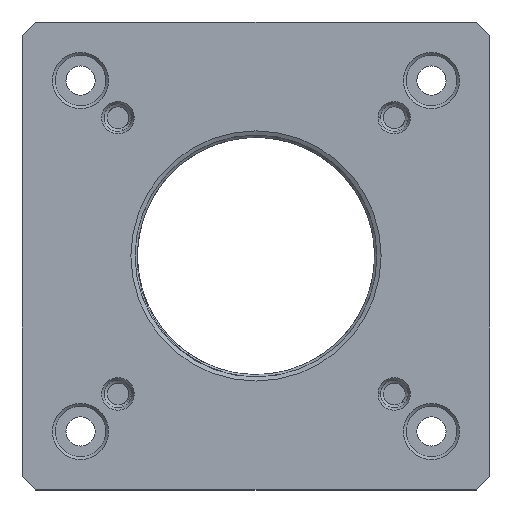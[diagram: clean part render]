
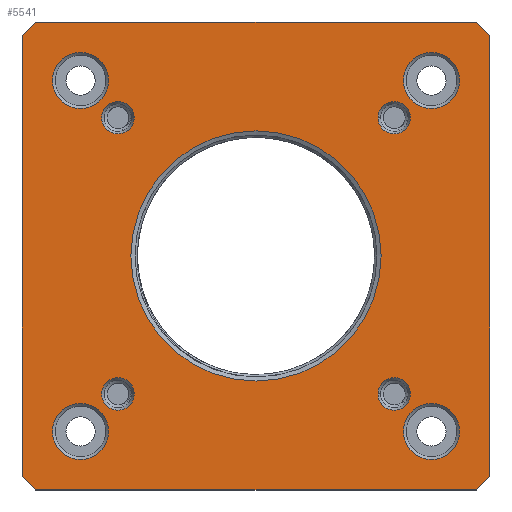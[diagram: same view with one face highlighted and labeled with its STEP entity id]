
A CAD part, top view. The second image highlights one B-rep face of the part: STEP entity #5541.
In plain terms, the highlighted planar face has unit normal (0, 0, 1).
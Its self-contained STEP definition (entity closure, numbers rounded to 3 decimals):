
#1358=CARTESIAN_POINT('',(0.,0.,5.588));
#1359=DIRECTION('',(0.,0.,-1.));
#1360=DIRECTION('',(-1.,0.,0.));
#1361=AXIS2_PLACEMENT_3D('',#1358,#1359,#1360);
#1363=CARTESIAN_POINT('',(0.,0.,5.588));
#1364=DIRECTION('',(0.,0.,-1.));
#1365=DIRECTION('',(1.,0.,0.));
#1366=AXIS2_PLACEMENT_3D('',#1363,#1364,#1365);
#1368=CARTESIAN_POINT('',(-14.989,-14.986,5.588));
#1369=DIRECTION('',(0.,0.,-1.));
#1370=DIRECTION('',(-1.,0.,0.));
#1371=AXIS2_PLACEMENT_3D('',#1368,#1369,#1370);
#1373=CARTESIAN_POINT('',(-14.989,-14.986,5.588));
#1374=DIRECTION('',(0.,0.,-1.));
#1375=DIRECTION('',(1.,0.,0.));
#1376=AXIS2_PLACEMENT_3D('',#1373,#1374,#1375);
#1378=CARTESIAN_POINT('',(-14.989,15.011,5.588));
#1379=DIRECTION('',(0.,0.,-1.));
#1380=DIRECTION('',(-1.,0.,0.));
#1381=AXIS2_PLACEMENT_3D('',#1378,#1379,#1380);
#1383=CARTESIAN_POINT('',(-14.989,15.011,5.588));
#1384=DIRECTION('',(0.,0.,-1.));
#1385=DIRECTION('',(1.,0.,0.));
#1386=AXIS2_PLACEMENT_3D('',#1383,#1384,#1385);
#1388=CARTESIAN_POINT('',(15.011,15.011,5.588));
#1389=DIRECTION('',(0.,0.,-1.));
#1390=DIRECTION('',(-1.,0.,0.));
#1391=AXIS2_PLACEMENT_3D('',#1388,#1389,#1390);
#1393=CARTESIAN_POINT('',(15.011,15.011,5.588));
#1394=DIRECTION('',(0.,0.,-1.));
#1395=DIRECTION('',(1.,0.,0.));
#1396=AXIS2_PLACEMENT_3D('',#1393,#1394,#1395);
#1398=CARTESIAN_POINT('',(15.011,-14.986,5.588));
#1399=DIRECTION('',(0.,0.,-1.));
#1400=DIRECTION('',(-1.,0.,0.));
#1401=AXIS2_PLACEMENT_3D('',#1398,#1399,#1400);
#1403=CARTESIAN_POINT('',(15.011,-14.986,5.588));
#1404=DIRECTION('',(0.,0.,-1.));
#1405=DIRECTION('',(1.,0.,0.));
#1406=AXIS2_PLACEMENT_3D('',#1403,#1404,#1405);
#1408=CARTESIAN_POINT('',(19.05,19.05,5.588));
#1409=DIRECTION('',(0.,0.,-1.));
#1410=DIRECTION('',(-1.,0.,0.));
#1411=AXIS2_PLACEMENT_3D('',#1408,#1409,#1410);
#1413=CARTESIAN_POINT('',(19.05,19.05,5.588));
#1414=DIRECTION('',(0.,0.,-1.));
#1415=DIRECTION('',(1.,0.,0.));
#1416=AXIS2_PLACEMENT_3D('',#1413,#1414,#1415);
#1418=CARTESIAN_POINT('',(-19.05,19.05,5.588));
#1419=DIRECTION('',(0.,0.,-1.));
#1420=DIRECTION('',(-1.,0.,0.));
#1421=AXIS2_PLACEMENT_3D('',#1418,#1419,#1420);
#1423=CARTESIAN_POINT('',(-19.05,19.05,5.588));
#1424=DIRECTION('',(0.,0.,-1.));
#1425=DIRECTION('',(1.,0.,0.));
#1426=AXIS2_PLACEMENT_3D('',#1423,#1424,#1425);
#1428=CARTESIAN_POINT('',(-19.05,-19.05,5.588));
#1429=DIRECTION('',(0.,0.,-1.));
#1430=DIRECTION('',(1.,0.,0.));
#1431=AXIS2_PLACEMENT_3D('',#1428,#1429,#1430);
#1433=CARTESIAN_POINT('',(-19.05,-19.05,5.588));
#1434=DIRECTION('',(0.,0.,-1.));
#1435=DIRECTION('',(-1.,0.,0.));
#1436=AXIS2_PLACEMENT_3D('',#1433,#1434,#1435);
#1438=CARTESIAN_POINT('',(19.05,-19.05,5.588));
#1439=DIRECTION('',(0.,0.,-1.));
#1440=DIRECTION('',(-1.,0.,0.));
#1441=AXIS2_PLACEMENT_3D('',#1438,#1439,#1440);
#1443=CARTESIAN_POINT('',(19.05,-19.05,5.588));
#1444=DIRECTION('',(0.,0.,-1.));
#1445=DIRECTION('',(1.,0.,0.));
#1446=AXIS2_PLACEMENT_3D('',#1443,#1444,#1445);
#1448=DIRECTION('',(0.707,-0.707,0.));
#1449=VECTOR('',#1448,2.121);
#1450=CARTESIAN_POINT('',(-25.4,-23.9,5.588));
#1451=LINE('',#1450,#1449);
#1452=DIRECTION('',(0.,-1.,0.));
#1453=VECTOR('',#1452,47.8);
#1454=CARTESIAN_POINT('',(-25.4,23.9,5.588));
#1455=LINE('',#1454,#1453);
#1456=DIRECTION('',(-0.707,-0.707,0.));
#1457=VECTOR('',#1456,2.121);
#1458=CARTESIAN_POINT('',(-23.9,25.4,5.588));
#1459=LINE('',#1458,#1457);
#1460=DIRECTION('',(-1.,0.,0.));
#1461=VECTOR('',#1460,47.8);
#1462=CARTESIAN_POINT('',(23.9,25.4,5.588));
#1463=LINE('',#1462,#1461);
#1464=DIRECTION('',(-0.707,0.707,0.));
#1465=VECTOR('',#1464,2.121);
#1466=CARTESIAN_POINT('',(25.4,23.9,5.588));
#1467=LINE('',#1466,#1465);
#1468=DIRECTION('',(0.,1.,0.));
#1469=VECTOR('',#1468,47.8);
#1470=CARTESIAN_POINT('',(25.4,-23.9,5.588));
#1471=LINE('',#1470,#1469);
#1472=DIRECTION('',(0.707,0.707,0.));
#1473=VECTOR('',#1472,2.121);
#1474=CARTESIAN_POINT('',(23.9,-25.4,5.588));
#1475=LINE('',#1474,#1473);
#1476=DIRECTION('',(1.,0.,0.));
#1477=VECTOR('',#1476,47.8);
#1478=CARTESIAN_POINT('',(-23.9,-25.4,5.588));
#1479=LINE('',#1478,#1477);
#3733=CARTESIAN_POINT('',(-16.753,15.011,5.588));
#3734=CARTESIAN_POINT('',(-13.225,15.011,5.588));
#3735=VERTEX_POINT('',#3733);
#3736=VERTEX_POINT('',#3734);
#3751=CARTESIAN_POINT('',(-13.225,-14.986,5.588));
#3752=VERTEX_POINT('',#3751);
#3753=CARTESIAN_POINT('',(-16.753,-14.986,5.588));
#3754=VERTEX_POINT('',#3753);
#3785=CARTESIAN_POINT('',(13.584,0.,5.588));
#3786=VERTEX_POINT('',#3785);
#3791=CARTESIAN_POINT('',(-13.584,0.,5.588));
#3792=VERTEX_POINT('',#3791);
#3801=CARTESIAN_POINT('',(13.247,15.011,5.588));
#3802=VERTEX_POINT('',#3801);
#3803=CARTESIAN_POINT('',(16.775,15.011,5.588));
#3804=VERTEX_POINT('',#3803);
#3831=CARTESIAN_POINT('',(13.247,-14.986,5.588));
#3832=CARTESIAN_POINT('',(16.775,-14.986,5.588));
#3833=VERTEX_POINT('',#3831);
#3834=VERTEX_POINT('',#3832);
#3896=CARTESIAN_POINT('',(16.,19.05,5.588));
#3897=CARTESIAN_POINT('',(22.1,19.05,5.588));
#3898=VERTEX_POINT('',#3896);
#3899=VERTEX_POINT('',#3897);
#3904=CARTESIAN_POINT('',(-22.1,19.05,5.588));
#3905=CARTESIAN_POINT('',(-16.,19.05,5.588));
#3906=VERTEX_POINT('',#3904);
#3907=VERTEX_POINT('',#3905);
#3912=CARTESIAN_POINT('',(-16.,-19.05,5.588));
#3913=CARTESIAN_POINT('',(-22.1,-19.05,5.588));
#3914=VERTEX_POINT('',#3912);
#3915=VERTEX_POINT('',#3913);
#3920=CARTESIAN_POINT('',(16.,-19.05,5.588));
#3921=CARTESIAN_POINT('',(22.1,-19.05,5.588));
#3922=VERTEX_POINT('',#3920);
#3923=VERTEX_POINT('',#3921);
#4032=CARTESIAN_POINT('',(-25.4,-23.9,5.588));
#4033=CARTESIAN_POINT('',(-23.9,-25.4,5.588));
#4034=VERTEX_POINT('',#4032);
#4035=VERTEX_POINT('',#4033);
#4040=CARTESIAN_POINT('',(23.9,-25.4,5.588));
#4041=CARTESIAN_POINT('',(25.4,-23.9,5.588));
#4042=VERTEX_POINT('',#4040);
#4043=VERTEX_POINT('',#4041);
#4048=CARTESIAN_POINT('',(-23.9,25.4,5.588));
#4049=CARTESIAN_POINT('',(-25.4,23.9,5.588));
#4050=VERTEX_POINT('',#4048);
#4051=VERTEX_POINT('',#4049);
#4056=CARTESIAN_POINT('',(25.4,23.9,5.588));
#4057=CARTESIAN_POINT('',(23.9,25.4,5.588));
#4058=VERTEX_POINT('',#4056);
#4059=VERTEX_POINT('',#4057);
#5466=CARTESIAN_POINT('',(-25.4,-25.4,5.588));
#5467=DIRECTION('',(0.,0.,1.));
#5468=DIRECTION('',(-1.,0.,0.));
#5469=AXIS2_PLACEMENT_3D('',#5466,#5467,#5468);
#5470=PLANE('',#5469);
#5472=ORIENTED_EDGE('',*,*,#5471,.F.);
#5474=ORIENTED_EDGE('',*,*,#5473,.F.);
#5476=ORIENTED_EDGE('',*,*,#5475,.F.);
#5478=ORIENTED_EDGE('',*,*,#5477,.F.);
#5480=ORIENTED_EDGE('',*,*,#5479,.F.);
#5482=ORIENTED_EDGE('',*,*,#5481,.F.);
#5484=ORIENTED_EDGE('',*,*,#5483,.F.);
#5486=ORIENTED_EDGE('',*,*,#5485,.F.);
#5487=EDGE_LOOP('',(#5472,#5474,#5476,#5478,#5480,#5482,#5484,#5486));
#5488=FACE_OUTER_BOUND('',#5487,.F.);
#5490=ORIENTED_EDGE('',*,*,#5489,.F.);
#5492=ORIENTED_EDGE('',*,*,#5491,.F.);
#5493=EDGE_LOOP('',(#5490,#5492));
#5494=FACE_BOUND('',#5493,.F.);
#5496=ORIENTED_EDGE('',*,*,#5495,.F.);
#5498=ORIENTED_EDGE('',*,*,#5497,.F.);
#5499=EDGE_LOOP('',(#5496,#5498));
#5500=FACE_BOUND('',#5499,.F.);
#5502=ORIENTED_EDGE('',*,*,#5501,.F.);
#5504=ORIENTED_EDGE('',*,*,#5503,.F.);
#5505=EDGE_LOOP('',(#5502,#5504));
#5506=FACE_BOUND('',#5505,.F.);
#5508=ORIENTED_EDGE('',*,*,#5507,.F.);
#5510=ORIENTED_EDGE('',*,*,#5509,.F.);
#5511=EDGE_LOOP('',(#5508,#5510));
#5512=FACE_BOUND('',#5511,.F.);
#5514=ORIENTED_EDGE('',*,*,#5513,.F.);
#5516=ORIENTED_EDGE('',*,*,#5515,.F.);
#5517=EDGE_LOOP('',(#5514,#5516));
#5518=FACE_BOUND('',#5517,.F.);
#5520=ORIENTED_EDGE('',*,*,#5519,.F.);
#5522=ORIENTED_EDGE('',*,*,#5521,.F.);
#5523=EDGE_LOOP('',(#5520,#5522));
#5524=FACE_BOUND('',#5523,.F.);
#5526=ORIENTED_EDGE('',*,*,#5525,.F.);
#5528=ORIENTED_EDGE('',*,*,#5527,.F.);
#5529=EDGE_LOOP('',(#5526,#5528));
#5530=FACE_BOUND('',#5529,.F.);
#5532=ORIENTED_EDGE('',*,*,#5531,.F.);
#5534=ORIENTED_EDGE('',*,*,#5533,.F.);
#5535=EDGE_LOOP('',(#5532,#5534));
#5536=FACE_BOUND('',#5535,.F.);
#5537=ORIENTED_EDGE('',*,*,#5460,.F.);
#5538=ORIENTED_EDGE('',*,*,#5445,.F.);
#5539=EDGE_LOOP('',(#5537,#5538));
#5540=FACE_BOUND('',#5539,.F.);
#5541=ADVANCED_FACE('',(#5488,#5494,#5500,#5506,#5512,#5518,#5524,#5530,#5536,
#5540),#5470,.T.);
#1362=CIRCLE('',#1361,13.584);
#1367=CIRCLE('',#1366,13.584);
#1372=CIRCLE('',#1371,1.764);
#1377=CIRCLE('',#1376,1.764);
#1382=CIRCLE('',#1381,1.764);
#1387=CIRCLE('',#1386,1.764);
#1392=CIRCLE('',#1391,1.764);
#1397=CIRCLE('',#1396,1.764);
#1402=CIRCLE('',#1401,1.764);
#1407=CIRCLE('',#1406,1.764);
#1412=CIRCLE('',#1411,3.05);
#1417=CIRCLE('',#1416,3.05);
#1422=CIRCLE('',#1421,3.05);
#1427=CIRCLE('',#1426,3.05);
#1432=CIRCLE('',#1431,3.05);
#1437=CIRCLE('',#1436,3.05);
#1442=CIRCLE('',#1441,3.05);
#1447=CIRCLE('',#1446,3.05);
#5445=EDGE_CURVE('',#3786,#3792,#1367,.T.);
#5460=EDGE_CURVE('',#3792,#3786,#1362,.T.);
#5471=EDGE_CURVE('',#4034,#4035,#1451,.T.);
#5473=EDGE_CURVE('',#4051,#4034,#1455,.T.);
#5475=EDGE_CURVE('',#4050,#4051,#1459,.T.);
#5477=EDGE_CURVE('',#4059,#4050,#1463,.T.);
#5479=EDGE_CURVE('',#4058,#4059,#1467,.T.);
#5481=EDGE_CURVE('',#4043,#4058,#1471,.T.);
#5483=EDGE_CURVE('',#4042,#4043,#1475,.T.);
#5485=EDGE_CURVE('',#4035,#4042,#1479,.T.);
#5489=EDGE_CURVE('',#3754,#3752,#1372,.T.);
#5491=EDGE_CURVE('',#3752,#3754,#1377,.T.);
#5495=EDGE_CURVE('',#3735,#3736,#1382,.T.);
#5497=EDGE_CURVE('',#3736,#3735,#1387,.T.);
#5501=EDGE_CURVE('',#3802,#3804,#1392,.T.);
#5503=EDGE_CURVE('',#3804,#3802,#1397,.T.);
#5507=EDGE_CURVE('',#3833,#3834,#1402,.T.);
#5509=EDGE_CURVE('',#3834,#3833,#1407,.T.);
#5513=EDGE_CURVE('',#3898,#3899,#1412,.T.);
#5515=EDGE_CURVE('',#3899,#3898,#1417,.T.);
#5519=EDGE_CURVE('',#3906,#3907,#1422,.T.);
#5521=EDGE_CURVE('',#3907,#3906,#1427,.T.);
#5525=EDGE_CURVE('',#3914,#3915,#1432,.T.);
#5527=EDGE_CURVE('',#3915,#3914,#1437,.T.);
#5531=EDGE_CURVE('',#3922,#3923,#1442,.T.);
#5533=EDGE_CURVE('',#3923,#3922,#1447,.T.);
